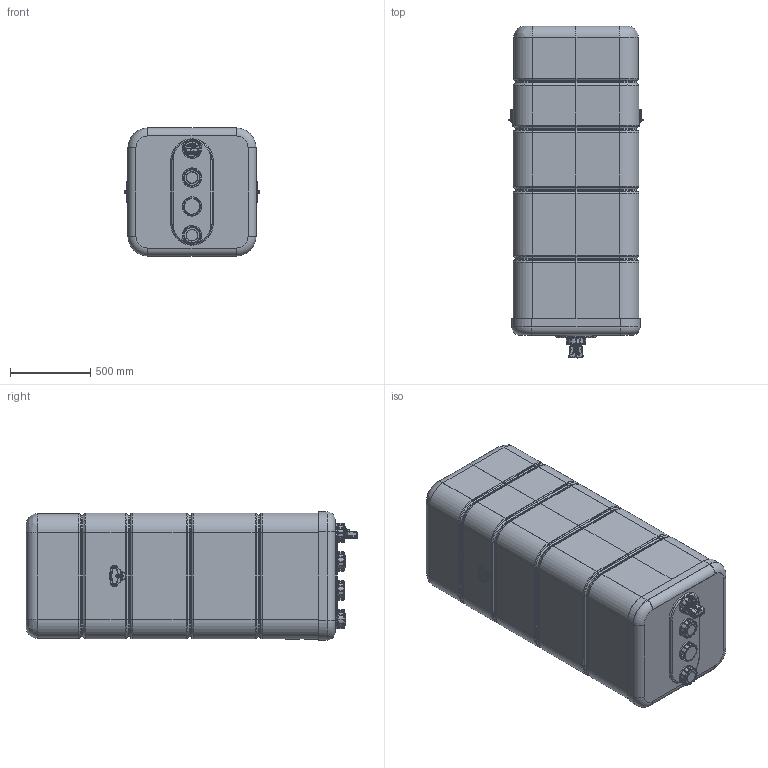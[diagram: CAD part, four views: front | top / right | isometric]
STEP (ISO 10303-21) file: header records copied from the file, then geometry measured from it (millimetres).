
FILE_DESCRIPTION(/* description */ (''),/* implementation_level */ '2;1');
FILE_NAME(/* name */ 'TrioSafe 1000.stp',/* time_stamp */ '2019-12-11T10:41:33+01:00',/* author */ ('sk'),/* organization */ (''),/* preprocessor_version */ 'ST-DEVELOPER v17',/* originating_system */ 'Autodesk Inventor 2019',/* authorisation */ '');
FILE_SCHEMA (('AUTOMOTIVE_DESIGN { 1 0 10303 214 3 1 1 }'));
Products named in the file (9): TrioSafe 1000; trio1000; Verschlusskappe; Füllstandsanzeige Trio; Griff beweglich; Griffteil b; Griffteil a; Überwurfmutter; Rote Kappe
Assembly tree (13 placements, depth 3):
  TrioSafe 1000
    trio1000
    Verschlusskappe
    Überwurfmutter  x3
    Füllstandsanzeige Trio
    Rote Kappe  x3
    Griff beweglich  x2
      Griffteil b
      Griffteil a
Bounding box: 839.33 x 2074.01 x 800 mm (x, y, z)
Volume: 37128182.5 mm3; surface area: 14178426.5 mm2
Topology: 26 solids, 26 shells, 3360 faces, 8237 edges, 4998 vertices
Faces by surface type: plane 1028, cylinder 893, torus 601, bspline 593, cone 202, sphere 43
Full cylindrical faces by diameter (mm): 1 x2, 1.5 x3, 2.3 x2, 2.5 x1, 2.6 x2, 3 x1, 4 x2, 4.5 x1, 7.7 x1, 8.3 x1, 10.2 x1, 13.5 x1, 15.5 x1, 16.5 x1, 38 x1, 38.4 x1, 40 x1, 40.5 x2, 52 x1, 54 x1, 56 x2, 59.6 x1, 64 x1, 65 x1, 70 x4, 72 x3, 73 x9, 77 x3, 90 x4, 100 x4
Entity records: 98422 total; most frequent: CARTESIAN_POINT 37754, ORIENTED_EDGE 12468, DIRECTION 12122, EDGE_CURVE 6234, AXIS2_PLACEMENT_3D 4653, VERTEX_POINT 3794, LINE 2816, VECTOR 2816
